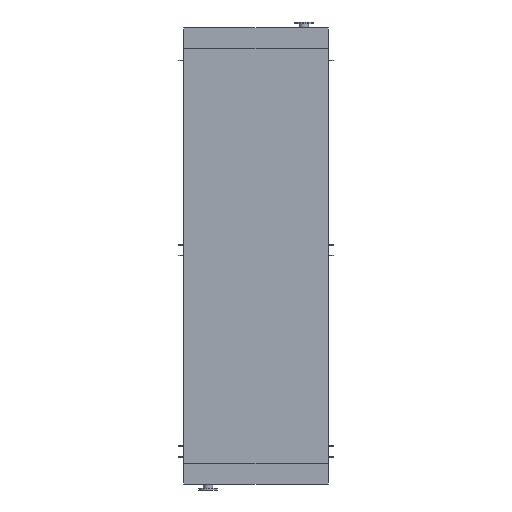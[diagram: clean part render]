
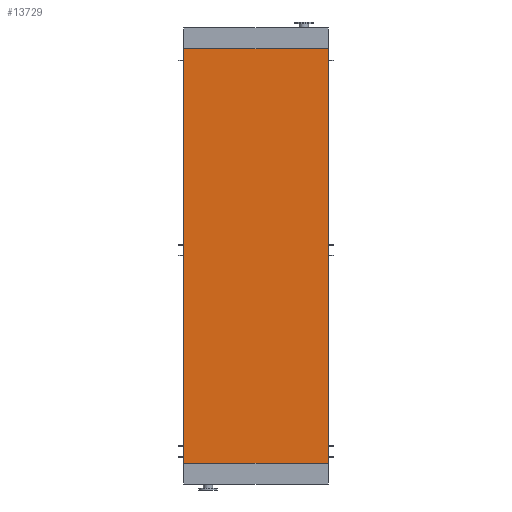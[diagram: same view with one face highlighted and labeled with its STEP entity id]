
A CAD part, front view. The second image highlights one B-rep face of the part: STEP entity #13729.
In plain terms, the highlighted planar face has unit normal (0, -1, 0).
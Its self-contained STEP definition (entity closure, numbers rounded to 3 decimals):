
#976 = EDGE_LOOP ( 'NONE', ( #4264, #14590, #8870, #1855 ) ) ;
#1191 = CARTESIAN_POINT ( 'NONE',  ( -845., 0., -4850. ) ) ;
#1628 = CARTESIAN_POINT ( 'NONE',  ( -845., 0., 0. ) ) ;
#1855 = ORIENTED_EDGE ( 'NONE', *, *, #8863, .T. ) ;
#4264 = ORIENTED_EDGE ( 'NONE', *, *, #8236, .F. ) ;
#4851 = EDGE_CURVE ( 'NONE', #11184, #12926, #17230, .T. ) ;
#5770 = FACE_OUTER_BOUND ( 'NONE', #976, .T. ) ;
#6000 = LINE ( 'NONE', #16526, #13162 ) ;
#6011 = CARTESIAN_POINT ( 'NONE',  ( -845., 0., -4850. ) ) ;
#6075 = CARTESIAN_POINT ( 'NONE',  ( -845., 0., -4850. ) ) ;
#6155 = CARTESIAN_POINT ( 'NONE',  ( 845., 0., -4850. ) ) ;
#7256 = LINE ( 'NONE', #12637, #21256 ) ;
#7644 = DIRECTION ( 'NONE',  ( 0., -1., 0. ) ) ;
#8236 = EDGE_CURVE ( 'NONE', #12926, #9047, #7256, .T. ) ;
#8863 = EDGE_CURVE ( 'NONE', #9943, #9047, #11674, .T. ) ;
#8870 = ORIENTED_EDGE ( 'NONE', *, *, #12292, .T. ) ;
#9047 = VERTEX_POINT ( 'NONE', #18399 ) ;
#9943 = VERTEX_POINT ( 'NONE', #6155 ) ;
#10816 = VECTOR ( 'NONE', #18808, 1000. ) ;
#11163 = DIRECTION ( 'NONE',  ( 0., 0., -1. ) ) ;
#11184 = VERTEX_POINT ( 'NONE', #6075 ) ;
#11674 = LINE ( 'NONE', #15293, #10816 ) ;
#12292 = EDGE_CURVE ( 'NONE', #11184, #9943, #6000, .T. ) ;
#12637 = CARTESIAN_POINT ( 'NONE',  ( -845., 0., 0. ) ) ;
#12926 = VERTEX_POINT ( 'NONE', #1628 ) ;
#13162 = VECTOR ( 'NONE', #18754, 1000. ) ;
#13729 = ADVANCED_FACE ( 'NONE', ( #5770 ), #20047, .T. ) ;
#14590 = ORIENTED_EDGE ( 'NONE', *, *, #4851, .F. ) ;
#15293 = CARTESIAN_POINT ( 'NONE',  ( 845., 0., -4850. ) ) ;
#16154 = DIRECTION ( 'NONE',  ( 0., 0., 1. ) ) ;
#16526 = CARTESIAN_POINT ( 'NONE',  ( -845., 0., -4850. ) ) ;
#17230 = LINE ( 'NONE', #1191, #18969 ) ;
#18399 = CARTESIAN_POINT ( 'NONE',  ( 845., 0., 0. ) ) ;
#18754 = DIRECTION ( 'NONE',  ( 1., 0., 0. ) ) ;
#18808 = DIRECTION ( 'NONE',  ( 0., 0., 1. ) ) ;
#18969 = VECTOR ( 'NONE', #16154, 1000. ) ;
#20003 = DIRECTION ( 'NONE',  ( 1., 0., 0. ) ) ;
#20047 = PLANE ( 'NONE',  #20647 ) ;
#20647 = AXIS2_PLACEMENT_3D ( 'NONE', #6011, #7644, #11163 ) ;
#21256 = VECTOR ( 'NONE', #20003, 1000. ) ;
